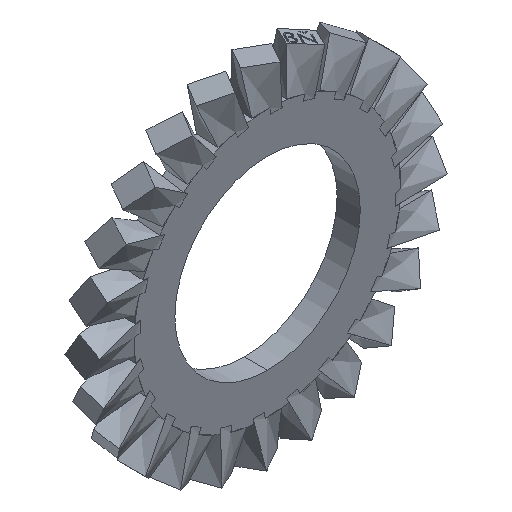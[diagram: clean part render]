
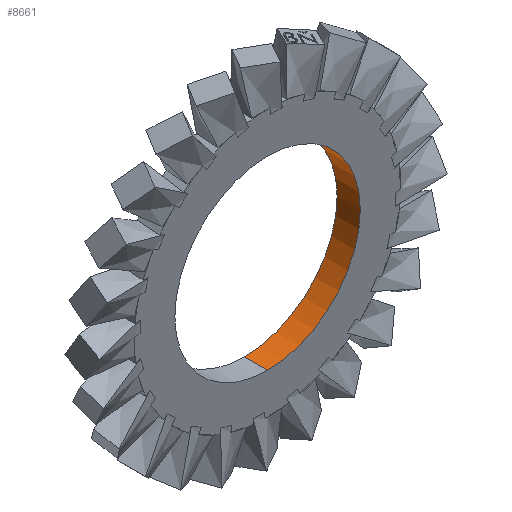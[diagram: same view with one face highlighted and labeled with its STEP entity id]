
A CAD part, isometric view. The second image highlights one B-rep face of the part: STEP entity #8661.
In plain terms, the highlighted cylindrical face has radius 1.6 mm (diameter 3.2 mm), a partial arc.
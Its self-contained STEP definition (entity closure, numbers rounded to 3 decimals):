
#59 = VECTOR ( 'NONE', #8220, 1000. ) ;
#695 = CARTESIAN_POINT ( 'NONE',  ( 0., 0., 0. ) ) ;
#804 = ORIENTED_EDGE ( 'NONE', *, *, #2894, .T. ) ;
#842 = AXIS2_PLACEMENT_3D ( 'NONE', #5073, #1606, #3056 ) ;
#867 = FACE_OUTER_BOUND ( 'NONE', #1474, .T. ) ;
#1474 = EDGE_LOOP ( 'NONE', ( #2374, #3473, #4671, #804 ) ) ;
#1561 = AXIS2_PLACEMENT_3D ( 'NONE', #695, #4274, #7955 ) ;
#1606 = DIRECTION ( 'NONE',  ( 0., -1., 0. ) ) ;
#1638 = LINE ( 'NONE', #7758, #6916 ) ;
#1961 = CARTESIAN_POINT ( 'NONE',  ( 0., 0.4, 0. ) ) ;
#2118 = EDGE_CURVE ( 'NONE', #5779, #2256, #1638, .T. ) ;
#2256 = VERTEX_POINT ( 'NONE', #5156 ) ;
#2374 = ORIENTED_EDGE ( 'NONE', *, *, #2118, .F. ) ;
#2893 = CYLINDRICAL_SURFACE ( 'NONE', #1561, 1.6 ) ;
#2894 = EDGE_CURVE ( 'NONE', #5933, #2256, #7016, .T. ) ;
#3056 = DIRECTION ( 'NONE',  ( 0., 0., -1. ) ) ;
#3063 = VERTEX_POINT ( 'NONE', #5982 ) ;
#3473 = ORIENTED_EDGE ( 'NONE', *, *, #8487, .F. ) ;
#3953 = CARTESIAN_POINT ( 'NONE',  ( 0., 0., -1.6 ) ) ;
#4096 = DIRECTION ( 'NONE',  ( 0., -1., 0. ) ) ;
#4230 = LINE ( 'NONE', #6147, #59 ) ;
#4274 = DIRECTION ( 'NONE',  ( 0., -1., 0. ) ) ;
#4671 = ORIENTED_EDGE ( 'NONE', *, *, #9309, .T. ) ;
#4850 = DIRECTION ( 'NONE',  ( 0., -1., 0. ) ) ;
#5073 = CARTESIAN_POINT ( 'NONE',  ( 0., 0., 0. ) ) ;
#5156 = CARTESIAN_POINT ( 'NONE',  ( 0., 0., 1.6 ) ) ;
#5612 = DIRECTION ( 'NONE',  ( 0., 0., -1. ) ) ;
#5779 = VERTEX_POINT ( 'NONE', #8113 ) ;
#5933 = VERTEX_POINT ( 'NONE', #3953 ) ;
#5982 = CARTESIAN_POINT ( 'NONE',  ( 0., 0.4, -1.6 ) ) ;
#6147 = CARTESIAN_POINT ( 'NONE',  ( 0., 0., -1.6 ) ) ;
#6916 = VECTOR ( 'NONE', #4096, 1000. ) ;
#7016 = CIRCLE ( 'NONE', #842, 1.6 ) ;
#7533 = AXIS2_PLACEMENT_3D ( 'NONE', #1961, #4850, #5612 ) ;
#7545 = CIRCLE ( 'NONE', #7533, 1.6 ) ;
#7758 = CARTESIAN_POINT ( 'NONE',  ( 0., 0., 1.6 ) ) ;
#7955 = DIRECTION ( 'NONE',  ( 0., 0., -1. ) ) ;
#8113 = CARTESIAN_POINT ( 'NONE',  ( 0., 0.4, 1.6 ) ) ;
#8220 = DIRECTION ( 'NONE',  ( 0., -1., 0. ) ) ;
#8487 = EDGE_CURVE ( 'NONE', #3063, #5779, #7545, .T. ) ;
#8661 = ADVANCED_FACE ( 'NONE', ( #867 ), #2893, .F. ) ;
#9309 = EDGE_CURVE ( 'NONE', #3063, #5933, #4230, .T. ) ;
